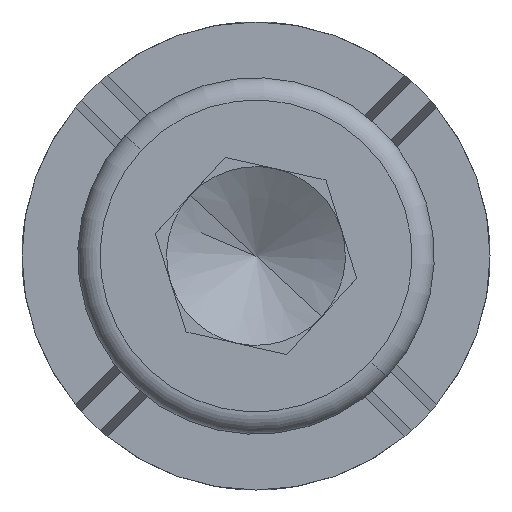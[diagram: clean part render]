
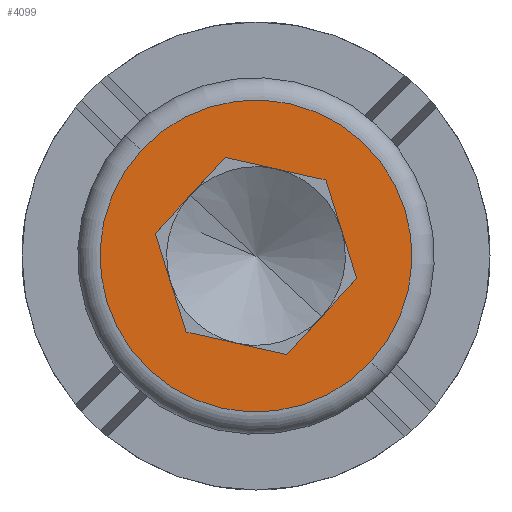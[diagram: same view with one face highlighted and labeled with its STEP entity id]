
A CAD part, left-side view. The second image highlights one B-rep face of the part: STEP entity #4099.
In plain terms, the highlighted planar face has unit normal (-1, 0, 0).
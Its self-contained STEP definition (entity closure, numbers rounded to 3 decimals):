
#59 = VERTEX_POINT ( 'NONE', #2135 ) ;
#173 = DIRECTION ( 'NONE',  ( 0., -0.976, -0.22 ) ) ;
#190 = DIRECTION ( 'NONE',  ( 0., -0.678, 0.735 ) ) ;
#191 = EDGE_CURVE ( 'NONE', #4742, #1254, #3297, .T. ) ;
#256 = LINE ( 'NONE', #1020, #5493 ) ;
#307 = CARTESIAN_POINT ( 'NONE',  ( -43.555, -3.142, 3.405 ) ) ;
#408 = FACE_OUTER_BOUND ( 'NONE', #6557, .T. ) ;
#489 = DIRECTION ( 'NONE',  ( 0., 0.297, 0.955 ) ) ;
#605 = VERTEX_POINT ( 'NONE', #5177 ) ;
#745 = ORIENTED_EDGE ( 'NONE', *, *, #4674, .F. ) ;
#765 = ORIENTED_EDGE ( 'NONE', *, *, #3767, .F. ) ;
#815 = LINE ( 'NONE', #6261, #4876 ) ;
#889 = VERTEX_POINT ( 'NONE', #6163 ) ;
#1020 = CARTESIAN_POINT ( 'NONE',  ( -43.555, 1.378, 4.424 ) ) ;
#1184 = CIRCLE ( 'NONE', #2882, 7. ) ;
#1240 = VECTOR ( 'NONE', #6357, 1000. ) ;
#1254 = VERTEX_POINT ( 'NONE', #1678 ) ;
#1372 = VERTEX_POINT ( 'NONE', #4920 ) ;
#1533 = VERTEX_POINT ( 'NONE', #4579 ) ;
#1565 = DIRECTION ( 'NONE',  ( 0., 0.735, 0.678 ) ) ;
#1678 = CARTESIAN_POINT ( 'NONE',  ( -43.555, -1.378, -4.424 ) ) ;
#1723 = EDGE_LOOP ( 'NONE', ( #2555, #745, #4110, #3056, #765, #4597 ) ) ;
#1868 = CIRCLE ( 'NONE', #5912, 7. ) ;
#1870 = LINE ( 'NONE', #307, #3284 ) ;
#1924 = CARTESIAN_POINT ( 'NONE',  ( -43.555, 3.142, -3.405 ) ) ;
#1979 = DIRECTION ( 'NONE',  ( 0., -0.976, -0.22 ) ) ;
#2135 = CARTESIAN_POINT ( 'NONE',  ( -43.555, -3.142, 3.405 ) ) ;
#2404 = PLANE ( 'NONE',  #5925 ) ;
#2440 = CARTESIAN_POINT ( 'NONE',  ( -43.555, 0., 0. ) ) ;
#2555 = ORIENTED_EDGE ( 'NONE', *, *, #3072, .T. ) ;
#2882 = AXIS2_PLACEMENT_3D ( 'NONE', #5229, #4095, #1565 ) ;
#2994 = EDGE_CURVE ( 'NONE', #1533, #605, #1868, .T. ) ;
#3056 = ORIENTED_EDGE ( 'NONE', *, *, #5315, .T. ) ;
#3072 = EDGE_CURVE ( 'NONE', #4742, #5235, #5035, .T. ) ;
#3232 = VECTOR ( 'NONE', #489, 1000. ) ;
#3284 = VECTOR ( 'NONE', #4412, 1000. ) ;
#3297 = LINE ( 'NONE', #4721, #3631 ) ;
#3308 = FACE_BOUND ( 'NONE', #1723, .T. ) ;
#3348 = DIRECTION ( 'NONE',  ( 0., 0.735, 0.678 ) ) ;
#3447 = CARTESIAN_POINT ( 'NONE',  ( -43.555, 0., 0. ) ) ;
#3479 = DIRECTION ( 'NONE',  ( -1., 0., 0. ) ) ;
#3631 = VECTOR ( 'NONE', #173, 1000. ) ;
#3753 = CARTESIAN_POINT ( 'NONE',  ( -43.555, 3.142, -3.405 ) ) ;
#3767 = EDGE_CURVE ( 'NONE', #1254, #1372, #815, .T. ) ;
#4095 = DIRECTION ( 'NONE',  ( -1., 0., 0. ) ) ;
#4099 = ADVANCED_FACE ( 'NONE', ( #3308, #408 ), #2404, .T. ) ;
#4110 = ORIENTED_EDGE ( 'NONE', *, *, #4745, .T. ) ;
#4327 = CARTESIAN_POINT ( 'NONE',  ( -43.555, 1.378, 4.424 ) ) ;
#4342 = CARTESIAN_POINT ( 'NONE',  ( -43.555, 4.52, 1.019 ) ) ;
#4391 = DIRECTION ( 'NONE',  ( 0., 0.735, 0.678 ) ) ;
#4412 = DIRECTION ( 'NONE',  ( 0., -0.297, -0.955 ) ) ;
#4579 = CARTESIAN_POINT ( 'NONE',  ( -43.555, -5.144, -4.747 ) ) ;
#4597 = ORIENTED_EDGE ( 'NONE', *, *, #191, .F. ) ;
#4674 = EDGE_CURVE ( 'NONE', #889, #5235, #5829, .T. ) ;
#4721 = CARTESIAN_POINT ( 'NONE',  ( -43.555, 3.142, -3.405 ) ) ;
#4742 = VERTEX_POINT ( 'NONE', #3753 ) ;
#4745 = EDGE_CURVE ( 'NONE', #889, #59, #256, .T. ) ;
#4876 = VECTOR ( 'NONE', #190, 1000. ) ;
#4920 = CARTESIAN_POINT ( 'NONE',  ( -43.555, -4.52, -1.019 ) ) ;
#5035 = LINE ( 'NONE', #1924, #3232 ) ;
#5177 = CARTESIAN_POINT ( 'NONE',  ( -43.555, 5.144, 4.747 ) ) ;
#5229 = CARTESIAN_POINT ( 'NONE',  ( -43.555, 0., 0. ) ) ;
#5235 = VERTEX_POINT ( 'NONE', #4342 ) ;
#5315 = EDGE_CURVE ( 'NONE', #59, #1372, #1870, .T. ) ;
#5447 = ORIENTED_EDGE ( 'NONE', *, *, #2994, .T. ) ;
#5449 = DIRECTION ( 'NONE',  ( -1., 0., 0. ) ) ;
#5493 = VECTOR ( 'NONE', #1979, 1000. ) ;
#5765 = EDGE_CURVE ( 'NONE', #605, #1533, #1184, .T. ) ;
#5829 = LINE ( 'NONE', #4327, #1240 ) ;
#5848 = ORIENTED_EDGE ( 'NONE', *, *, #5765, .T. ) ;
#5912 = AXIS2_PLACEMENT_3D ( 'NONE', #3447, #3479, #3348 ) ;
#5925 = AXIS2_PLACEMENT_3D ( 'NONE', #2440, #5449, #4391 ) ;
#6163 = CARTESIAN_POINT ( 'NONE',  ( -43.555, 1.378, 4.424 ) ) ;
#6261 = CARTESIAN_POINT ( 'NONE',  ( -43.555, -1.378, -4.424 ) ) ;
#6357 = DIRECTION ( 'NONE',  ( 0., 0.678, -0.735 ) ) ;
#6557 = EDGE_LOOP ( 'NONE', ( #5848, #5447 ) ) ;
